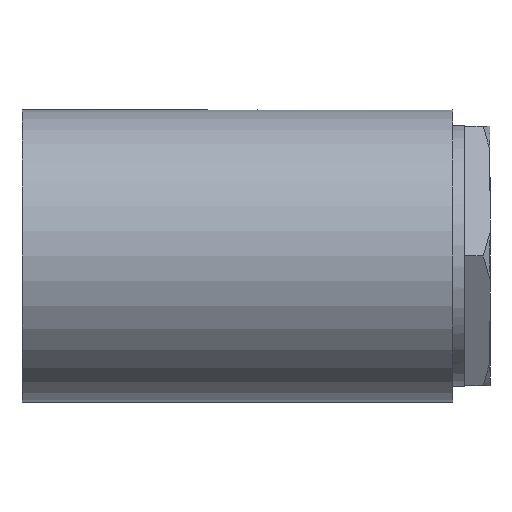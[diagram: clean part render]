
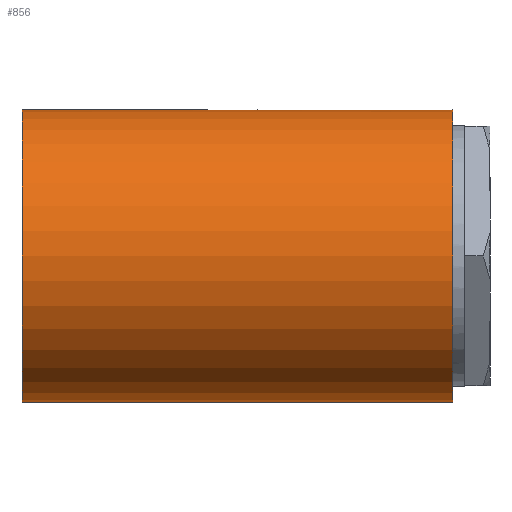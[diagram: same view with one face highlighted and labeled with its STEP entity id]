
A CAD part, left-side view. The second image highlights one B-rep face of the part: STEP entity #856.
In plain terms, the highlighted cylindrical face has radius 40.894 mm (diameter 81.788 mm), a full revolution.
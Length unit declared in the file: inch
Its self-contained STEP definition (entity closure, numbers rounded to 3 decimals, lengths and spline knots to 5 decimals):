
#43=FACE_BOUND('',#176,.T.);
#116=FACE_OUTER_BOUND('',#175,.T.);
#175=EDGE_LOOP('',(#664,#665,#666,#667));
#176=EDGE_LOOP('',(#668,#669,#670,#671,#672,#673,#674));
#216=ELLIPSE('',#958,3.80958,1.61);
#217=ELLIPSE('',#961,3.80958,1.61);
#222=LINE('',#1370,#278);
#226=LINE('',#1382,#282);
#238=LINE('',#1446,#294);
#278=VECTOR('',#1085,0.3937);
#282=VECTOR('',#1099,0.3937);
#294=VECTOR('',#1179,1.61);
#333=CIRCLE('',#953,1.61);
#334=CIRCLE('',#956,1.61);
#335=CIRCLE('',#963,1.61);
#346=CIRCLE('',#981,1.61);
#352=CIRCLE('',#994,1.61);
#388=VERTEX_POINT('',#1363);
#389=VERTEX_POINT('',#1364);
#390=VERTEX_POINT('',#1369);
#391=VERTEX_POINT('',#1373);
#392=VERTEX_POINT('',#1377);
#393=VERTEX_POINT('',#1381);
#394=VERTEX_POINT('',#1385);
#405=VERTEX_POINT('',#1422);
#411=VERTEX_POINT('',#1445);
#465=EDGE_CURVE('',#388,#389,#333,.T.);
#468=EDGE_CURVE('',#389,#390,#222,.T.);
#470=EDGE_CURVE('',#390,#391,#334,.T.);
#472=EDGE_CURVE('',#392,#388,#216,.T.);
#474=EDGE_CURVE('',#391,#393,#226,.T.);
#476=EDGE_CURVE('',#394,#392,#217,.T.);
#478=EDGE_CURVE('',#393,#394,#335,.T.);
#494=EDGE_CURVE('',#405,#405,#346,.T.);
#504=EDGE_CURVE('',#405,#411,#238,.T.);
#505=EDGE_CURVE('',#411,#411,#352,.T.);
#664=ORIENTED_EDGE('',*,*,#494,.F.);
#665=ORIENTED_EDGE('',*,*,#504,.T.);
#666=ORIENTED_EDGE('',*,*,#505,.T.);
#667=ORIENTED_EDGE('',*,*,#504,.F.);
#668=ORIENTED_EDGE('',*,*,#465,.T.);
#669=ORIENTED_EDGE('',*,*,#468,.T.);
#670=ORIENTED_EDGE('',*,*,#470,.T.);
#671=ORIENTED_EDGE('',*,*,#474,.T.);
#672=ORIENTED_EDGE('',*,*,#478,.T.);
#673=ORIENTED_EDGE('',*,*,#476,.T.);
#674=ORIENTED_EDGE('',*,*,#472,.T.);
#831=CYLINDRICAL_SURFACE('',#993,1.61);
#856=ADVANCED_FACE('',(#116,#43),#831,.T.);
#953=AXIS2_PLACEMENT_3D('',#1365,#1079,#1080);
#956=AXIS2_PLACEMENT_3D('',#1374,#1089,#1090);
#958=AXIS2_PLACEMENT_3D('',#1378,#1094,#1095);
#961=AXIS2_PLACEMENT_3D('',#1386,#1103,#1104);
#963=AXIS2_PLACEMENT_3D('',#1389,#1108,#1109);
#981=AXIS2_PLACEMENT_3D('',#1423,#1149,#1150);
#993=AXIS2_PLACEMENT_3D('',#1444,#1177,#1178);
#994=AXIS2_PLACEMENT_3D('',#1447,#1180,#1181);
#1079=DIRECTION('center_axis',(0.,-1.,0.));
#1080=DIRECTION('ref_axis',(-1.,0.,0.));
#1085=DIRECTION('',(0.,-1.,0.));
#1089=DIRECTION('center_axis',(0.,-1.,0.));
#1090=DIRECTION('ref_axis',(-1.,0.,0.));
#1094=DIRECTION('center_axis',(0.906,0.423,0.));
#1095=DIRECTION('ref_axis',(-0.423,0.906,0.));
#1099=DIRECTION('',(0.,1.,0.));
#1103=DIRECTION('center_axis',(-0.906,0.423,0.));
#1104=DIRECTION('ref_axis',(-0.423,-0.906,0.));
#1108=DIRECTION('center_axis',(0.,-1.,0.));
#1109=DIRECTION('ref_axis',(-1.,0.,0.));
#1149=DIRECTION('center_axis',(0.,1.,0.));
#1150=DIRECTION('ref_axis',(-1.,0.,0.));
#1177=DIRECTION('center_axis',(0.,1.,0.));
#1178=DIRECTION('ref_axis',(-1.,0.,0.));
#1179=DIRECTION('',(0.,-1.,0.));
#1180=DIRECTION('center_axis',(0.,1.,0.));
#1181=DIRECTION('ref_axis',(-1.,0.,0.));
#1363=CARTESIAN_POINT('',(0.09326,2.55,1.6073));
#1364=CARTESIAN_POINT('',(0.03,2.55,1.60972));
#1365=CARTESIAN_POINT('Origin',(0.,2.55,0.));
#1369=CARTESIAN_POINT('',(0.03,2.15,1.60972));
#1370=CARTESIAN_POINT('',(0.03,2.375,1.60972));
#1373=CARTESIAN_POINT('',(-0.03,2.15,1.60972));
#1374=CARTESIAN_POINT('Origin',(0.,2.15,0.));
#1377=CARTESIAN_POINT('',(0.,2.75,1.61));
#1378=CARTESIAN_POINT('Origin',(0.,2.75,0.));
#1381=CARTESIAN_POINT('',(-0.03,2.55,1.60972));
#1382=CARTESIAN_POINT('',(-0.03,2.375,1.60972));
#1385=CARTESIAN_POINT('',(-0.09326,2.55,1.6073));
#1386=CARTESIAN_POINT('Origin',(0.,2.75,0.));
#1389=CARTESIAN_POINT('Origin',(0.,2.55,0.));
#1422=CARTESIAN_POINT('',(1.61,4.75,0.));
#1423=CARTESIAN_POINT('Origin',(0.,4.75,0.));
#1444=CARTESIAN_POINT('Origin',(0.,2.375,0.));
#1445=CARTESIAN_POINT('',(1.61,0.,0.));
#1446=CARTESIAN_POINT('',(1.61,2.375,0.));
#1447=CARTESIAN_POINT('Origin',(0.,0.,0.));
